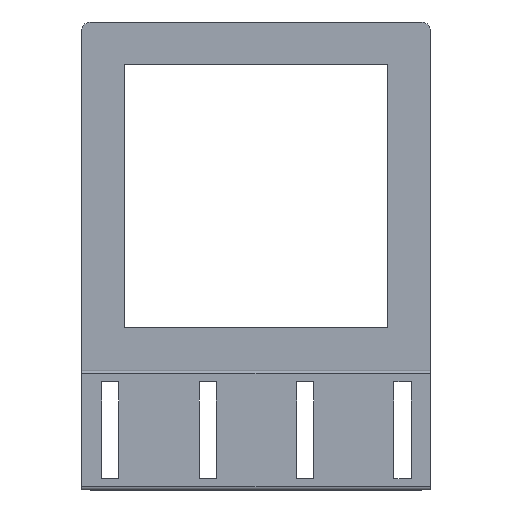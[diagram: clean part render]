
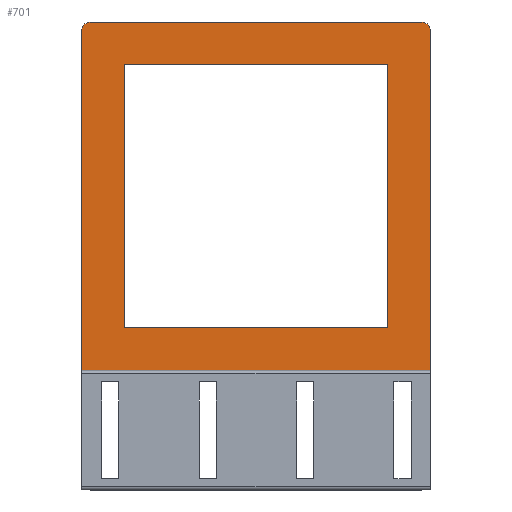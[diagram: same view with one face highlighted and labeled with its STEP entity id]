
A CAD part, top view. The second image highlights one B-rep face of the part: STEP entity #701.
In plain terms, the highlighted planar face has unit normal (0, 0, 1).
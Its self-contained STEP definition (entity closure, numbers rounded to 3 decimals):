
#6 = VECTOR ( 'NONE', #1481, 1000. ) ;
#17 = VECTOR ( 'NONE', #1425, 1000. ) ;
#19 = VECTOR ( 'NONE', #1618, 1000. ) ;
#22 = VECTOR ( 'NONE', #246, 1000. ) ;
#33 = VECTOR ( 'NONE', #925, 1000. ) ;
#96 = AXIS2_PLACEMENT_3D ( 'NONE', #1605, #1577, #1627 ) ;
#139 = LINE ( 'NONE', #220, #149 ) ;
#145 = CIRCLE ( 'NONE', #158, 3. ) ;
#149 = VECTOR ( 'NONE', #493, 1000. ) ;
#154 = VECTOR ( 'NONE', #285, 1000. ) ;
#155 = VECTOR ( 'NONE', #288, 1000. ) ;
#158 = AXIS2_PLACEMENT_3D ( 'NONE', #294, #295, #296 ) ;
#167 = CIRCLE ( 'NONE', #169, 3. ) ;
#169 = AXIS2_PLACEMENT_3D ( 'NONE', #323, #324, #325 ) ;
#220 = CARTESIAN_POINT ( 'NONE',  ( 46.25, 46.25, 0. ) ) ;
#246 = DIRECTION ( 'NONE',  ( 1., 0., 0. ) ) ;
#282 = CARTESIAN_POINT ( 'NONE',  ( -46.25, 46.25, 0. ) ) ;
#285 = DIRECTION ( 'NONE',  ( 0., -1., 0. ) ) ;
#286 = CARTESIAN_POINT ( 'NONE',  ( -61.25, 61.25, 0. ) ) ;
#288 = DIRECTION ( 'NONE',  ( -1., 0., 0. ) ) ;
#289 = LINE ( 'NONE', #286, #155 ) ;
#292 = LINE ( 'NONE', #282, #154 ) ;
#294 = CARTESIAN_POINT ( 'NONE',  ( -58.25, 58.25, 0. ) ) ;
#295 = DIRECTION ( 'NONE',  ( 0., 0., 1. ) ) ;
#296 = DIRECTION ( 'NONE',  ( 1., 0., 0. ) ) ;
#323 = CARTESIAN_POINT ( 'NONE',  ( 58.25, 58.25, 0. ) ) ;
#324 = DIRECTION ( 'NONE',  ( 0., 0., 1. ) ) ;
#325 = DIRECTION ( 'NONE',  ( 1., 0., 0. ) ) ;
#493 = DIRECTION ( 'NONE',  ( 0., 1., 0. ) ) ;
#530 = VERTEX_POINT ( 'NONE', #907 ) ;
#542 = VERTEX_POINT ( 'NONE', #969 ) ;
#545 = VERTEX_POINT ( 'NONE', #982 ) ;
#550 = VERTEX_POINT ( 'NONE', #924 ) ;
#555 = VERTEX_POINT ( 'NONE', #853 ) ;
#563 = VERTEX_POINT ( 'NONE', #861 ) ;
#589 = VERTEX_POINT ( 'NONE', #983 ) ;
#621 = VERTEX_POINT ( 'NONE', #857 ) ;
#630 = VERTEX_POINT ( 'NONE', #890 ) ;
#643 = VERTEX_POINT ( 'NONE', #939 ) ;
#701 = ADVANCED_FACE ( 'NONE', ( #1614, #1536 ), #1639, .T. ) ;
#704 = EDGE_CURVE ( 'NONE', #630, #550, #1581, .T. ) ;
#725 = EDGE_CURVE ( 'NONE', #563, #555, #1421, .T. ) ;
#741 = EDGE_CURVE ( 'NONE', #589, #542, #1399, .T. ) ;
#761 = EDGE_CURVE ( 'NONE', #621, #643, #1014, .T. ) ;
#769 = EDGE_CURVE ( 'NONE', #630, #643, #1479, .T. ) ;
#780 = EDGE_CURVE ( 'NONE', #530, #545, #289, .T. ) ;
#781 = EDGE_CURVE ( 'NONE', #555, #589, #292, .T. ) ;
#785 = EDGE_CURVE ( 'NONE', #542, #563, #139, .T. ) ;
#788 = EDGE_CURVE ( 'NONE', #545, #621, #145, .T. ) ;
#797 = EDGE_CURVE ( 'NONE', #550, #530, #167, .T. ) ;
#853 = CARTESIAN_POINT ( 'NONE',  ( -46.25, 46.25, 0. ) ) ;
#857 = CARTESIAN_POINT ( 'NONE',  ( -61.25, 58.25, 0. ) ) ;
#861 = CARTESIAN_POINT ( 'NONE',  ( 46.25, 46.25, 0. ) ) ;
#890 = CARTESIAN_POINT ( 'NONE',  ( 61.25, -61.15, 0. ) ) ;
#907 = CARTESIAN_POINT ( 'NONE',  ( 58.25, 61.25, 0. ) ) ;
#924 = CARTESIAN_POINT ( 'NONE',  ( 61.25, 58.25, 0. ) ) ;
#925 = DIRECTION ( 'NONE',  ( 0., -1., 0. ) ) ;
#939 = CARTESIAN_POINT ( 'NONE',  ( -61.25, -61.15, 0. ) ) ;
#969 = CARTESIAN_POINT ( 'NONE',  ( 46.25, -46.25, 0. ) ) ;
#982 = CARTESIAN_POINT ( 'NONE',  ( -58.25, 61.25, 0. ) ) ;
#983 = CARTESIAN_POINT ( 'NONE',  ( -46.25, -46.25, 0. ) ) ;
#996 = CARTESIAN_POINT ( 'NONE',  ( -61.25, 61.25, 0. ) ) ;
#1014 = LINE ( 'NONE', #996, #33 ) ;
#1169 = ORIENTED_EDGE ( 'NONE', *, *, #761, .T. ) ;
#1184 = ORIENTED_EDGE ( 'NONE', *, *, #797, .T. ) ;
#1185 = ORIENTED_EDGE ( 'NONE', *, *, #785, .F. ) ;
#1209 = ORIENTED_EDGE ( 'NONE', *, *, #781, .F. ) ;
#1248 = ORIENTED_EDGE ( 'NONE', *, *, #780, .T. ) ;
#1269 = ORIENTED_EDGE ( 'NONE', *, *, #704, .T. ) ;
#1272 = EDGE_LOOP ( 'NONE', ( #1209, #1332, #1185, #1304 ) ) ;
#1279 = ORIENTED_EDGE ( 'NONE', *, *, #788, .T. ) ;
#1296 = ORIENTED_EDGE ( 'NONE', *, *, #769, .F. ) ;
#1304 = ORIENTED_EDGE ( 'NONE', *, *, #741, .F. ) ;
#1332 = ORIENTED_EDGE ( 'NONE', *, *, #725, .F. ) ;
#1353 = EDGE_LOOP ( 'NONE', ( #1248, #1279, #1169, #1296, #1269, #1184 ) ) ;
#1399 = LINE ( 'NONE', #1441, #22 ) ;
#1421 = LINE ( 'NONE', #1432, #17 ) ;
#1425 = DIRECTION ( 'NONE',  ( -1., 0., 0. ) ) ;
#1432 = CARTESIAN_POINT ( 'NONE',  ( -46.25, 46.25, 0. ) ) ;
#1441 = CARTESIAN_POINT ( 'NONE',  ( -46.25, -46.25, 0. ) ) ;
#1479 = LINE ( 'NONE', #1482, #6 ) ;
#1481 = DIRECTION ( 'NONE',  ( -1., 0., 0. ) ) ;
#1482 = CARTESIAN_POINT ( 'NONE',  ( 61.25, -61.15, 0. ) ) ;
#1536 = FACE_OUTER_BOUND ( 'NONE', #1353, .T. ) ;
#1577 = DIRECTION ( 'NONE',  ( 0., 0., 1. ) ) ;
#1581 = LINE ( 'NONE', #1591, #19 ) ;
#1591 = CARTESIAN_POINT ( 'NONE',  ( 61.25, 61.25, 0. ) ) ;
#1605 = CARTESIAN_POINT ( 'NONE',  ( -61.25, -61.25, 0. ) ) ;
#1614 = FACE_BOUND ( 'NONE', #1272, .T. ) ;
#1618 = DIRECTION ( 'NONE',  ( 0., 1., 0. ) ) ;
#1627 = DIRECTION ( 'NONE',  ( 1., 0., 0. ) ) ;
#1639 = PLANE ( 'NONE',  #96 ) ;
